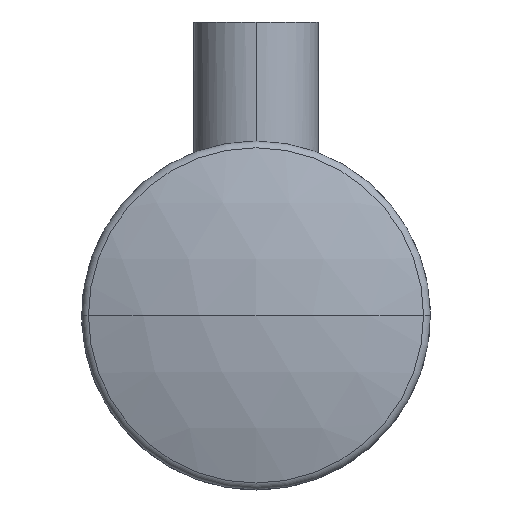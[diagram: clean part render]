
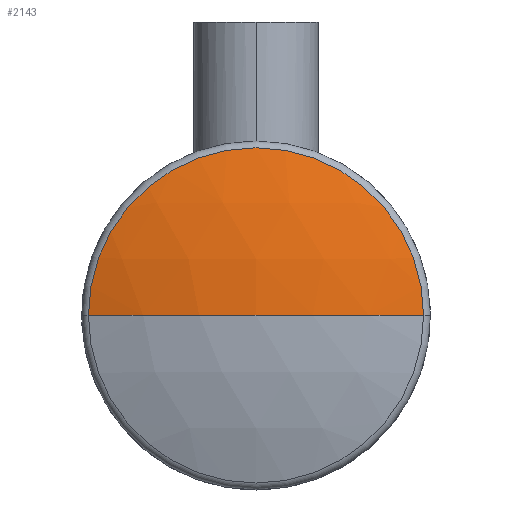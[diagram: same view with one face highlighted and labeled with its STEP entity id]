
A CAD part, top view. The second image highlights one B-rep face of the part: STEP entity #2143.
In plain terms, the highlighted spherical face has radius 105 mm.
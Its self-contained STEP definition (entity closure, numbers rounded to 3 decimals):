
#199 = CIRCLE ( 'NONE', #1324, 105. ) ;
#393 = CIRCLE ( 'NONE', #2055, 105. ) ;
#496 = DIRECTION ( 'NONE',  ( 1., 0., 0. ) ) ;
#591 = EDGE_CURVE ( 'NONE', #2992, #1548, #393, .T. ) ;
#598 = ORIENTED_EDGE ( 'NONE', *, *, #999, .T. ) ;
#747 = DIRECTION ( 'NONE',  ( 0., 0., 1. ) ) ;
#839 = EDGE_LOOP ( 'NONE', ( #598, #3315, #3416 ) ) ;
#999 = EDGE_CURVE ( 'NONE', #2992, #3766, #3402, .T. ) ;
#1324 = AXIS2_PLACEMENT_3D ( 'NONE', #2636, #4050, #496 ) ;
#1332 = CARTESIAN_POINT ( 'NONE',  ( 15.005, 0., 0. ) ) ;
#1377 = DIRECTION ( 'NONE',  ( 0., 0., -1. ) ) ;
#1548 = VERTEX_POINT ( 'NONE', #1332 ) ;
#1723 = DIRECTION ( 'NONE',  ( 0., -1., 0. ) ) ;
#1753 = DIRECTION ( 'NONE',  ( 1., 0., 0. ) ) ;
#2055 = AXIS2_PLACEMENT_3D ( 'NONE', #3583, #4557, #747 ) ;
#2143 = ADVANCED_FACE ( 'NONE', ( #4563 ), #2851, .T. ) ;
#2207 = AXIS2_PLACEMENT_3D ( 'NONE', #3205, #1753, #1377 ) ;
#2636 = CARTESIAN_POINT ( 'NONE',  ( -89.995, 0., 0. ) ) ;
#2851 = SPHERICAL_SURFACE ( 'NONE', #3559, 105. ) ;
#2992 = VERTEX_POINT ( 'NONE', #3338 ) ;
#3205 = CARTESIAN_POINT ( 'NONE',  ( 9.47, 0., 0. ) ) ;
#3315 = ORIENTED_EDGE ( 'NONE', *, *, #3500, .T. ) ;
#3338 = CARTESIAN_POINT ( 'NONE',  ( 9.47, 0., 33.641 ) ) ;
#3402 = CIRCLE ( 'NONE', #2207, 33.641 ) ;
#3416 = ORIENTED_EDGE ( 'NONE', *, *, #591, .F. ) ;
#3500 = EDGE_CURVE ( 'NONE', #3766, #1548, #199, .T. ) ;
#3521 = DIRECTION ( 'NONE',  ( 0., 0., 1. ) ) ;
#3559 = AXIS2_PLACEMENT_3D ( 'NONE', #3867, #1723, #3521 ) ;
#3583 = CARTESIAN_POINT ( 'NONE',  ( -89.995, 0., 0. ) ) ;
#3766 = VERTEX_POINT ( 'NONE', #4297 ) ;
#3867 = CARTESIAN_POINT ( 'NONE',  ( -89.995, 0., 0. ) ) ;
#4050 = DIRECTION ( 'NONE',  ( 0., -1., 0. ) ) ;
#4297 = CARTESIAN_POINT ( 'NONE',  ( 9.47, 0., -33.641 ) ) ;
#4557 = DIRECTION ( 'NONE',  ( 0., 1., 0. ) ) ;
#4563 = FACE_OUTER_BOUND ( 'NONE', #839, .T. ) ;
